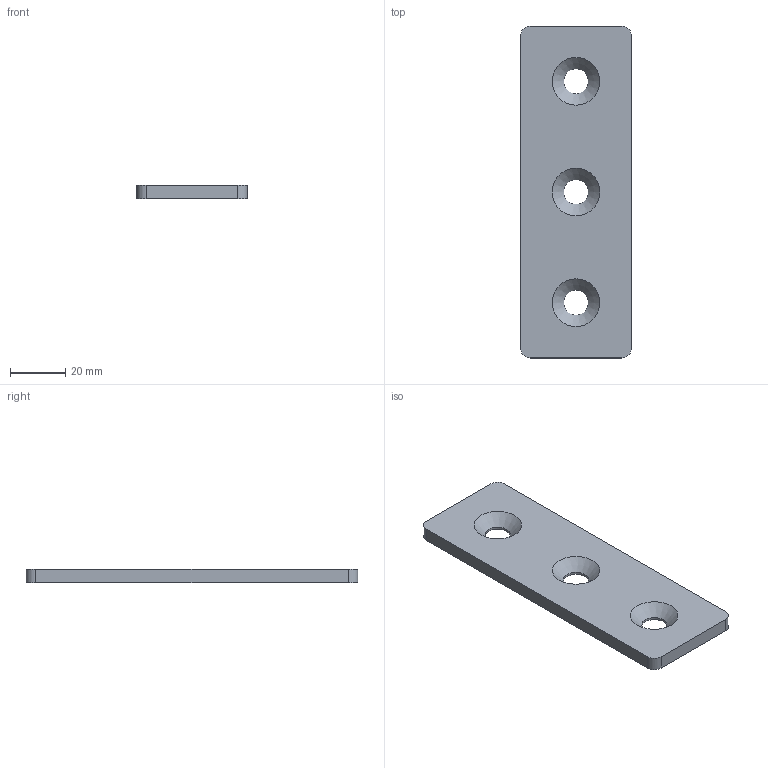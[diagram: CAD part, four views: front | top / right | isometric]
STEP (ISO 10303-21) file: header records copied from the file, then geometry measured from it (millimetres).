
FILE_DESCRIPTION(/* description */ ('Lasche 40x120 St.'),/* implementation_level */ '2;1');
FILE_NAME(/* name */ 'SZ0961S_A.stp',/* time_stamp */ '2015-11-19T16:07:17+01:00',/* author */ ('Marina Kaa'),/* organization */ (''),/* preprocessor_version */ 'ST-DEVELOPER v15.6',/* originating_system */ 'Autodesk Inventor 2015',/* authorisation */ '');
FILE_SCHEMA (('AUTOMOTIVE_DESIGN { 1 0 10303 214 3 1 1 }'));
Length unit declared in the file: millimetre
Products named in the file (1): SZ0961S_A
Bounding box: 40 x 120 x 5 mm (x, y, z)
Volume: 22063.7 mm3; surface area: 11053.2 mm2
Topology: 1 solids, 1 shells, 16 faces, 42 edges, 28 vertices
Faces by surface type: cylinder 7, plane 6, cone 3
Full cylindrical faces by diameter (mm): 9 x3
Entity records: 482 total; most frequent: DIRECTION 84, CARTESIAN_POINT 75, ORIENTED_EDGE 66, AXIS2_PLACEMENT_3D 34, EDGE_CURVE 33, EDGE_LOOP 28, VERTEX_POINT 25, CIRCLE 17
